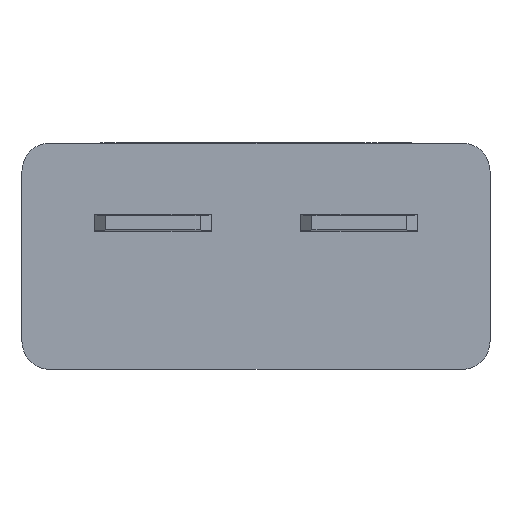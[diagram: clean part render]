
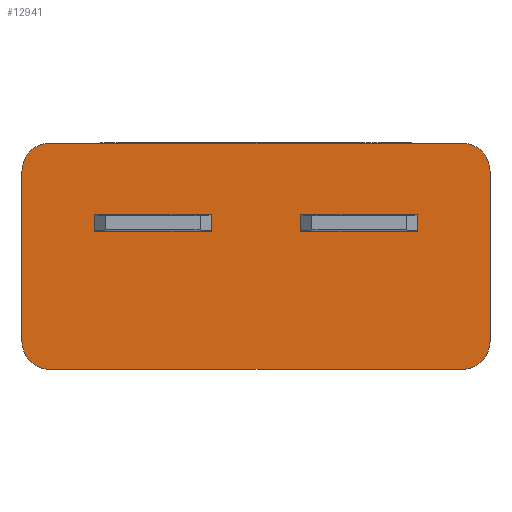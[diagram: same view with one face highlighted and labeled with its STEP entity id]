
A CAD part, front view. The second image highlights one B-rep face of the part: STEP entity #12941.
In plain terms, the highlighted planar face has unit normal (0, -1, 0).
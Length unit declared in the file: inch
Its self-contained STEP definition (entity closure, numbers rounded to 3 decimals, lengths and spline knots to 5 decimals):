
#355 = EDGE_CURVE ( 'NONE', #3056, #18906, #23520, .T. ) ;
#469 = VERTEX_POINT ( 'NONE', #13537 ) ;
#587 = EDGE_CURVE ( 'NONE', #25199, #7427, #23072, .T. ) ;
#762 = DIRECTION ( 'NONE',  ( 0., -1., 0. ) ) ;
#883 = ORIENTED_EDGE ( 'NONE', *, *, #24539, .F. ) ;
#949 = DIRECTION ( 'NONE',  ( 0., 0., -1. ) ) ;
#1395 = EDGE_CURVE ( 'NONE', #13456, #7427, #24668, .T. ) ;
#1457 = DIRECTION ( 'NONE',  ( 1., 0., 0. ) ) ;
#1487 = AXIS2_PLACEMENT_3D ( 'NONE', #6571, #8971, #17637 ) ;
#2455 = FACE_OUTER_BOUND ( 'NONE', #6247, .T. ) ;
#3056 = VERTEX_POINT ( 'NONE', #19143 ) ;
#3185 = CIRCLE ( 'NONE', #26788, 0.05 ) ;
#4174 = CARTESIAN_POINT ( 'NONE',  ( -0.42, 0., 0.153 ) ) ;
#4551 = CARTESIAN_POINT ( 'NONE',  ( 0.42, 0., -0.153 ) ) ;
#4632 = LINE ( 'NONE', #6633, #16477 ) ;
#4779 = CARTESIAN_POINT ( 'NONE',  ( 0.37, 0., 0.153 ) ) ;
#5143 = VECTOR ( 'NONE', #949, 39.37008 ) ;
#5316 = ORIENTED_EDGE ( 'NONE', *, *, #1395, .T. ) ;
#5354 = CARTESIAN_POINT ( 'NONE',  ( 0.42, 0., 0.203 ) ) ;
#5487 = CARTESIAN_POINT ( 'NONE',  ( 0.37, 0., -0.203 ) ) ;
#5493 = LINE ( 'NONE', #5354, #5143 ) ;
#6173 = EDGE_CURVE ( 'NONE', #3056, #469, #17097, .T. ) ;
#6247 = EDGE_LOOP ( 'NONE', ( #883, #9684, #14170, #5316, #21251, #26157, #9026, #14958 ) ) ;
#6523 = VERTEX_POINT ( 'NONE', #4551 ) ;
#6571 = CARTESIAN_POINT ( 'NONE',  ( 0.37, 0., -0.203 ) ) ;
#6633 = CARTESIAN_POINT ( 'NONE',  ( 0.42, 0., -0.203 ) ) ;
#7012 = CARTESIAN_POINT ( 'NONE',  ( -0.37, 0., -0.153 ) ) ;
#7427 = VERTEX_POINT ( 'NONE', #8964 ) ;
#8816 = CIRCLE ( 'NONE', #10170, 0.05 ) ;
#8964 = CARTESIAN_POINT ( 'NONE',  ( 0.37, 0., 0.203 ) ) ;
#8971 = DIRECTION ( 'NONE',  ( 0., -1., 0. ) ) ;
#9026 = ORIENTED_EDGE ( 'NONE', *, *, #355, .F. ) ;
#9335 = EDGE_CURVE ( 'NONE', #25199, #18906, #3185, .T. ) ;
#9684 = ORIENTED_EDGE ( 'NONE', *, *, #13969, .T. ) ;
#10076 = VECTOR ( 'NONE', #1457, 39.37008 ) ;
#10170 = AXIS2_PLACEMENT_3D ( 'NONE', #23217, #25487, #18656 ) ;
#11096 = PLANE ( 'NONE',  #1487 ) ;
#11441 = DIRECTION ( 'NONE',  ( 0., -1., 0. ) ) ;
#12337 = VECTOR ( 'NONE', #25921, 39.37008 ) ;
#12941 = ADVANCED_FACE ( 'NONE', ( #2455 ), #11096, .T. ) ;
#12976 = CARTESIAN_POINT ( 'NONE',  ( -0.42, 0., 0.203 ) ) ;
#13252 = DIRECTION ( 'NONE',  ( 0., 0., 1. ) ) ;
#13436 = DIRECTION ( 'NONE',  ( 0., 0., 1. ) ) ;
#13456 = VERTEX_POINT ( 'NONE', #14592 ) ;
#13537 = CARTESIAN_POINT ( 'NONE',  ( -0.37, 0., -0.203 ) ) ;
#13839 = CARTESIAN_POINT ( 'NONE',  ( -0.37, 0., 0.153 ) ) ;
#13969 = EDGE_CURVE ( 'NONE', #28018, #6523, #8816, .T. ) ;
#14170 = ORIENTED_EDGE ( 'NONE', *, *, #27024, .F. ) ;
#14592 = CARTESIAN_POINT ( 'NONE',  ( 0.42, 0., 0.153 ) ) ;
#14958 = ORIENTED_EDGE ( 'NONE', *, *, #6173, .T. ) ;
#16477 = VECTOR ( 'NONE', #17561, 39.37008 ) ;
#17097 = CIRCLE ( 'NONE', #23462, 0.05 ) ;
#17561 = DIRECTION ( 'NONE',  ( -1., 0., 0. ) ) ;
#17637 = DIRECTION ( 'NONE',  ( 0., 0., -1. ) ) ;
#17932 = CARTESIAN_POINT ( 'NONE',  ( -0.37, 0., 0.203 ) ) ;
#18656 = DIRECTION ( 'NONE',  ( 0., 0., 1. ) ) ;
#18906 = VERTEX_POINT ( 'NONE', #4174 ) ;
#19143 = CARTESIAN_POINT ( 'NONE',  ( -0.42, 0., -0.153 ) ) ;
#20931 = CARTESIAN_POINT ( 'NONE',  ( 0.42, 0., 0.203 ) ) ;
#21251 = ORIENTED_EDGE ( 'NONE', *, *, #587, .F. ) ;
#23072 = LINE ( 'NONE', #20931, #10076 ) ;
#23217 = CARTESIAN_POINT ( 'NONE',  ( 0.37, 0., -0.153 ) ) ;
#23462 = AXIS2_PLACEMENT_3D ( 'NONE', #7012, #24077, #13252 ) ;
#23520 = LINE ( 'NONE', #12976, #12337 ) ;
#24077 = DIRECTION ( 'NONE',  ( 0., -1., 0. ) ) ;
#24539 = EDGE_CURVE ( 'NONE', #28018, #469, #4632, .T. ) ;
#24668 = CIRCLE ( 'NONE', #26018, 0.05 ) ;
#24933 = DIRECTION ( 'NONE',  ( 0., 0., 1. ) ) ;
#25199 = VERTEX_POINT ( 'NONE', #17932 ) ;
#25487 = DIRECTION ( 'NONE',  ( 0., -1., 0. ) ) ;
#25921 = DIRECTION ( 'NONE',  ( 0., 0., 1. ) ) ;
#26018 = AXIS2_PLACEMENT_3D ( 'NONE', #4779, #11441, #13436 ) ;
#26157 = ORIENTED_EDGE ( 'NONE', *, *, #9335, .T. ) ;
#26788 = AXIS2_PLACEMENT_3D ( 'NONE', #13839, #762, #24933 ) ;
#27024 = EDGE_CURVE ( 'NONE', #13456, #6523, #5493, .T. ) ;
#28018 = VERTEX_POINT ( 'NONE', #5487 ) ;
